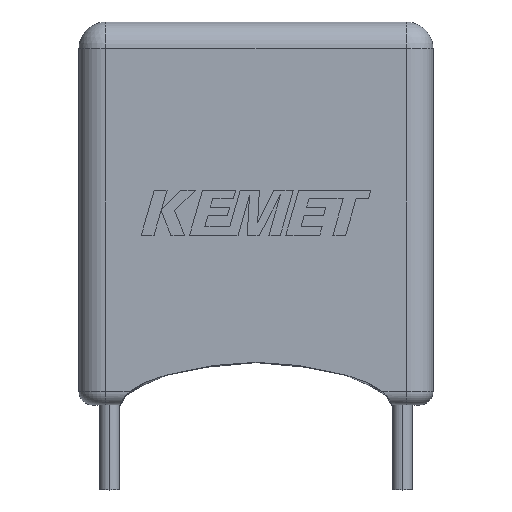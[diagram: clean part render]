
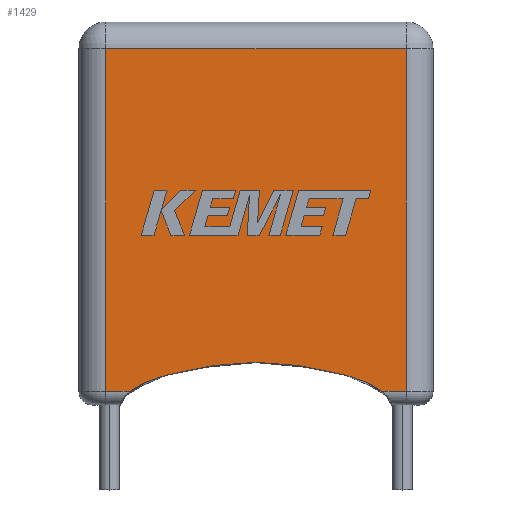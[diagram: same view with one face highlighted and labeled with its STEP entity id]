
A CAD part, top view. The second image highlights one B-rep face of the part: STEP entity #1429.
In plain terms, the highlighted planar face has unit normal (0, 0, 1).
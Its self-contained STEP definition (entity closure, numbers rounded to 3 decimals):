
#25 = EDGE_LOOP ( 'NONE', ( #682, #661, #1104, #3706, #2602, #4196, #1284 ) ) ;
#120 = CARTESIAN_POINT ( 'NONE',  ( 1.908, 0.5, 7.62 ) ) ;
#179 = LINE ( 'NONE', #3702, #3379 ) ;
#365 = DIRECTION ( 'NONE',  ( 1., 0., 0. ) ) ;
#397 = PLANE ( 'NONE',  #721 ) ;
#514 = EDGE_CURVE ( 'NONE', #4016, #3333, #3311, .T. ) ;
#579 = CARTESIAN_POINT ( 'NONE',  ( 5.285, 1.58, 7.62 ) ) ;
#597 = CARTESIAN_POINT ( 'NONE',  ( 12.21, 0.5, 7.62 ) ) ;
#614 = EDGE_CURVE ( 'NONE', #3792, #2124, #179, .T. ) ;
#661 = ORIENTED_EDGE ( 'NONE', *, *, #514, .T. ) ;
#673 = VECTOR ( 'NONE', #365, 1000. ) ;
#682 = ORIENTED_EDGE ( 'NONE', *, *, #2499, .T. ) ;
#690 = CARTESIAN_POINT ( 'NONE',  ( 11.302, 0.5, 7.62 ) ) ;
#721 = AXIS2_PLACEMENT_3D ( 'NONE', #4043, #1847, #1706 ) ;
#786 = B_SPLINE_CURVE_WITH_KNOTS ( 'NONE', 3,
 ( #1159, #579, #885, #3472 ),
 .UNSPECIFIED., .F., .F.,
 ( 4, 4 ),
 ( 0., 0.83 ),
 .UNSPECIFIED. ) ;
#791 = DIRECTION ( 'NONE',  ( 0., -1., 0. ) ) ;
#822 = VECTOR ( 'NONE', #3824, 1000. ) ;
#885 = CARTESIAN_POINT ( 'NONE',  ( 2.846, 1.236, 7.62 ) ) ;
#940 = LINE ( 'NONE', #1895, #822 ) ;
#1104 = ORIENTED_EDGE ( 'NONE', *, *, #2754, .T. ) ;
#1159 = CARTESIAN_POINT ( 'NONE',  ( 6.605, 1.58, 7.62 ) ) ;
#1217 = CARTESIAN_POINT ( 'NONE',  ( 0., 13.28, 7.62 ) ) ;
#1284 = ORIENTED_EDGE ( 'NONE', *, *, #3326, .F. ) ;
#1345 = CARTESIAN_POINT ( 'NONE',  ( 10.364, 1.236, 7.62 ) ) ;
#1366 = CARTESIAN_POINT ( 'NONE',  ( 11.302, 0.5, 7.62 ) ) ;
#1385 = CARTESIAN_POINT ( 'NONE',  ( 6.605, 1.58, 7.62 ) ) ;
#1429 = ADVANCED_FACE ( 'NONE', ( #2503 ), #397, .F. ) ;
#1511 = CARTESIAN_POINT ( 'NONE',  ( 0., 0.5, 7.62 ) ) ;
#1652 = VECTOR ( 'NONE', #2159, 1000. ) ;
#1706 = DIRECTION ( 'NONE',  ( -1., 0., 0. ) ) ;
#1847 = DIRECTION ( 'NONE',  ( 0., 0., -1. ) ) ;
#1895 = CARTESIAN_POINT ( 'NONE',  ( 12.21, 0., 7.62 ) ) ;
#2013 = CARTESIAN_POINT ( 'NONE',  ( 1., 0.5, 7.62 ) ) ;
#2124 = VERTEX_POINT ( 'NONE', #2013 ) ;
#2159 = DIRECTION ( 'NONE',  ( 1., 0., 0. ) ) ;
#2286 = VERTEX_POINT ( 'NONE', #3182 ) ;
#2339 = CARTESIAN_POINT ( 'NONE',  ( 7.925, 1.58, 7.62 ) ) ;
#2499 = EDGE_CURVE ( 'NONE', #2907, #4016, #4077, .T. ) ;
#2503 = FACE_OUTER_BOUND ( 'NONE', #25, .T. ) ;
#2602 = ORIENTED_EDGE ( 'NONE', *, *, #614, .T. ) ;
#2712 = EDGE_CURVE ( 'NONE', #2124, #3584, #3392, .T. ) ;
#2754 = EDGE_CURVE ( 'NONE', #3333, #2286, #940, .T. ) ;
#2858 = DIRECTION ( 'NONE',  ( -1., 0., 0. ) ) ;
#2907 = VERTEX_POINT ( 'NONE', #1385 ) ;
#3182 = CARTESIAN_POINT ( 'NONE',  ( 12.21, 13.28, 7.62 ) ) ;
#3280 = CARTESIAN_POINT ( 'NONE',  ( 1., 13.28, 7.62 ) ) ;
#3310 = CARTESIAN_POINT ( 'NONE',  ( 6.605, 1.58, 7.62 ) ) ;
#3311 = LINE ( 'NONE', #4259, #673 ) ;
#3326 = EDGE_CURVE ( 'NONE', #2907, #3584, #786, .T. ) ;
#3333 = VERTEX_POINT ( 'NONE', #597 ) ;
#3379 = VECTOR ( 'NONE', #791, 1000. ) ;
#3392 = LINE ( 'NONE', #1511, #1652 ) ;
#3472 = CARTESIAN_POINT ( 'NONE',  ( 1.908, 0.5, 7.62 ) ) ;
#3584 = VERTEX_POINT ( 'NONE', #120 ) ;
#3647 = EDGE_CURVE ( 'NONE', #2286, #3792, #3850, .T. ) ;
#3702 = CARTESIAN_POINT ( 'NONE',  ( 1., 0., 7.62 ) ) ;
#3706 = ORIENTED_EDGE ( 'NONE', *, *, #3647, .T. ) ;
#3792 = VERTEX_POINT ( 'NONE', #3280 ) ;
#3824 = DIRECTION ( 'NONE',  ( 0., 1., 0. ) ) ;
#3850 = LINE ( 'NONE', #1217, #3981 ) ;
#3981 = VECTOR ( 'NONE', #2858, 1000. ) ;
#4016 = VERTEX_POINT ( 'NONE', #690 ) ;
#4043 = CARTESIAN_POINT ( 'NONE',  ( 0., 0., 7.62 ) ) ;
#4077 = B_SPLINE_CURVE_WITH_KNOTS ( 'NONE', 3,
 ( #3310, #2339, #1345, #1366 ),
 .UNSPECIFIED., .F., .F.,
 ( 4, 4 ),
 ( 0., 0.83 ),
 .UNSPECIFIED. ) ;
#4196 = ORIENTED_EDGE ( 'NONE', *, *, #2712, .T. ) ;
#4259 = CARTESIAN_POINT ( 'NONE',  ( 0., 0.5, 7.62 ) ) ;
